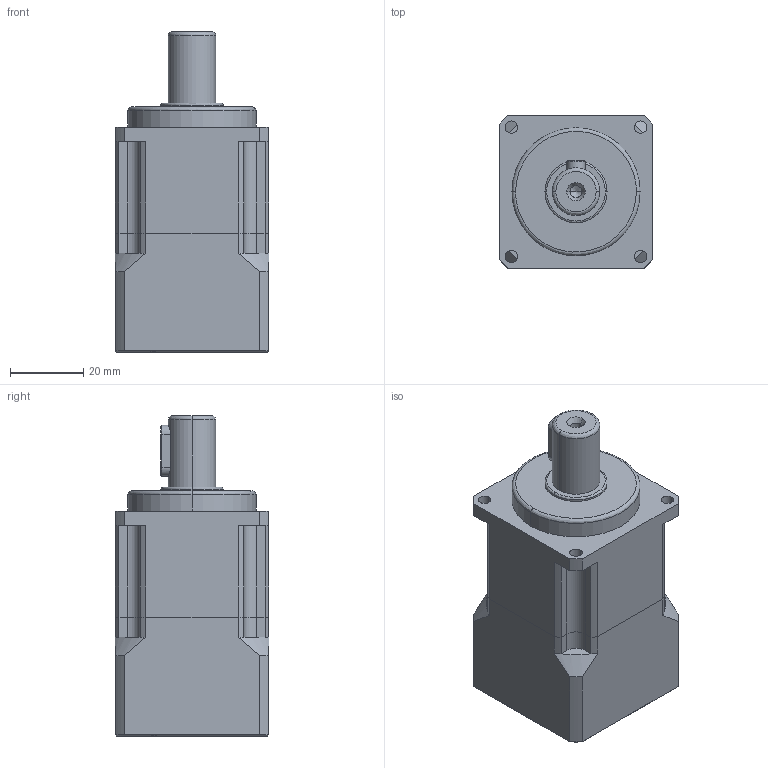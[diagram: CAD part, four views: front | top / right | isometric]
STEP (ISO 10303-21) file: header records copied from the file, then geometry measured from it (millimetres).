
FILE_DESCRIPTION (( 'STEP AP214' ), '1' );
FILE_NAME ('SB042-L1-8-30-46M4.STEP', '2021-12-18T07:29:03', ( 'admin' ), ( '' ), 'SwSTEP 2.0', 'SolidWorks 2013', '' );
FILE_SCHEMA (( 'AUTOMOTIVE_DESIGN' ));
Length unit declared in the file: millimetre
Products named in the file (3): SB042_X2_6CD55170_X0_-30-46M4-8; SB042_X2_8F9351FA7AEF_X0_; SB042-L1-8-30-46M4
Assembly tree (2 placements, depth 2):
  SB042-L1-8-30-46M4
    SB042_X2_8F9351FA7AEF_X0_
    SB042_X2_6CD55170_X0_-30-46M4-8
Bounding box: 42 x 42 x 87.5 mm (x, y, z)
Volume: 89097.8 mm3; surface area: 26317.4 mm2
Topology: 3 solids, 3 shells, 217 faces, 546 edges, 339 vertices
Faces by surface type: cylinder 98, plane 67, cone 44, bspline 8
Entity records: 9609 total; most frequent: CARTESIAN_POINT 1813, DIRECTION 1167, ORIENTED_EDGE 1072, EDGE_CURVE 536, AXIS2_PLACEMENT_3D 455, VERTEX_POINT 339, LINE 257, VECTOR 257
